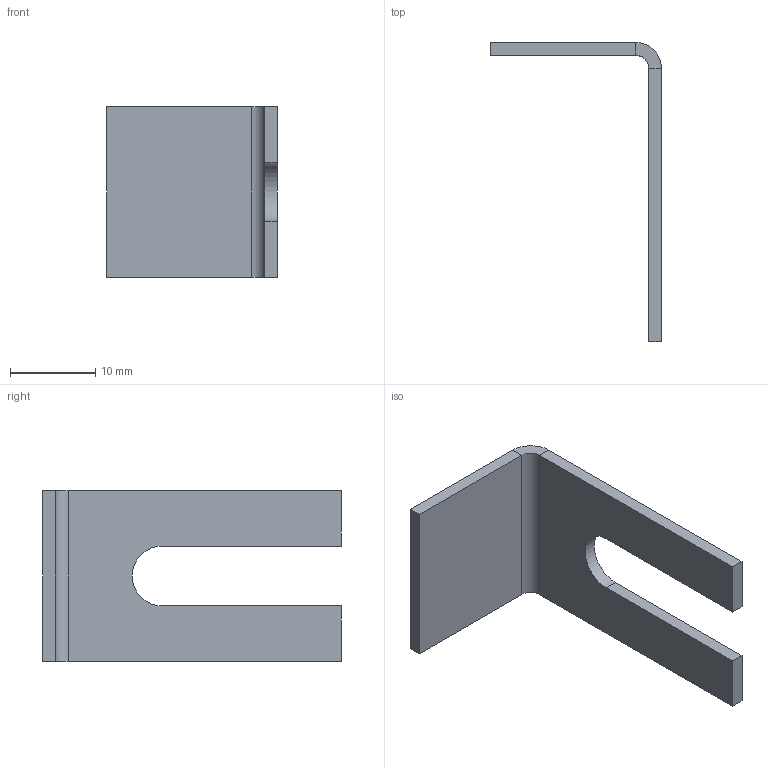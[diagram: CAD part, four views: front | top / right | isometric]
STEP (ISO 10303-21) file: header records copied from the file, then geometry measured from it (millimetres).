
FILE_DESCRIPTION(/* description */ (''),/* implementation_level */ '2;1');
FILE_NAME(/* name */ '158000 FKplus.ipt.stp',/* time_stamp */ '2023-05-26T09:29:29+03:00',/* author */ ('Ртищев А.О.'),/* organization */ (''),/* preprocessor_version */ 'ST-DEVELOPER v19.2',/* originating_system */ 'Autodesk Inventor 2023',/* authorisation */ '');
FILE_SCHEMA (('AUTOMOTIVE_DESIGN { 1 0 10303 214 3 1 1 }'));
Length unit declared in the file: millimetre
Products named in the file (1): FKL
Bounding box: 20 x 35 x 20 mm (x, y, z)
Volume: 1326.7 mm3; surface area: 2055.5 mm2
Topology: 1 solids, 1 shells, 18 faces, 40 edges, 24 vertices
Faces by surface type: plane 15, cylinder 3
Entity records: 555 total; most frequent: DIRECTION 84, CARTESIAN_POINT 83, ORIENTED_EDGE 80, EDGE_CURVE 40, LINE 34, VECTOR 34, AXIS2_PLACEMENT_3D 25, VERTEX_POINT 24
